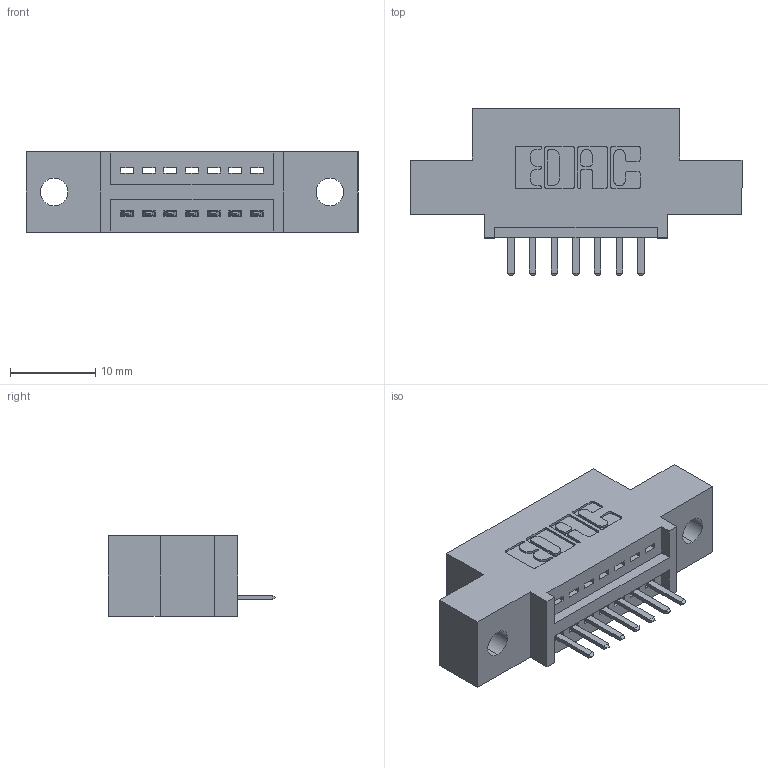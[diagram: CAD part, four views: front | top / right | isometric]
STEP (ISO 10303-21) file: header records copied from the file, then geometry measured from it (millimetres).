
FILE_DESCRIPTION (( 'STEP AP203' ), '1' );
FILE_NAME ('395-007-520-402.STEP', '2018-10-23T20:35:14', ( '' ), ( '' ), 'SwSTEP 2.0', 'SolidWorks 2016', '' );
FILE_SCHEMA (( 'CONFIG_CONTROL_DESIGN' ));
Length unit declared in the file: inch
Products named in the file (3): 395-007-520-402; 345 Part_0.110 Offset - 0.128 Dia; 345-292-001_345-293-120
Assembly tree (8 placements, depth 2):
  395-007-520-402
    345 Part_0.110 Offset - 0.128 Dia
    345-292-001_345-293-120  x7
Bounding box: 38.99 x 19.68 x 9.4 mm (x, y, z)
Volume: 3286.3 mm3; surface area: 3636 mm2
Topology: 8 solids, 8 shells, 564 faces, 1641 edges, 1074 vertices
Faces by surface type: plane 378, cylinder 186
Entity records: 10229 total; most frequent: CARTESIAN_POINT 1793, ORIENTED_EDGE 1722, DIRECTION 1603, EDGE_CURVE 861, LINE 697, VECTOR 697, VERTEX_POINT 570, AXIS2_PLACEMENT_3D 453
